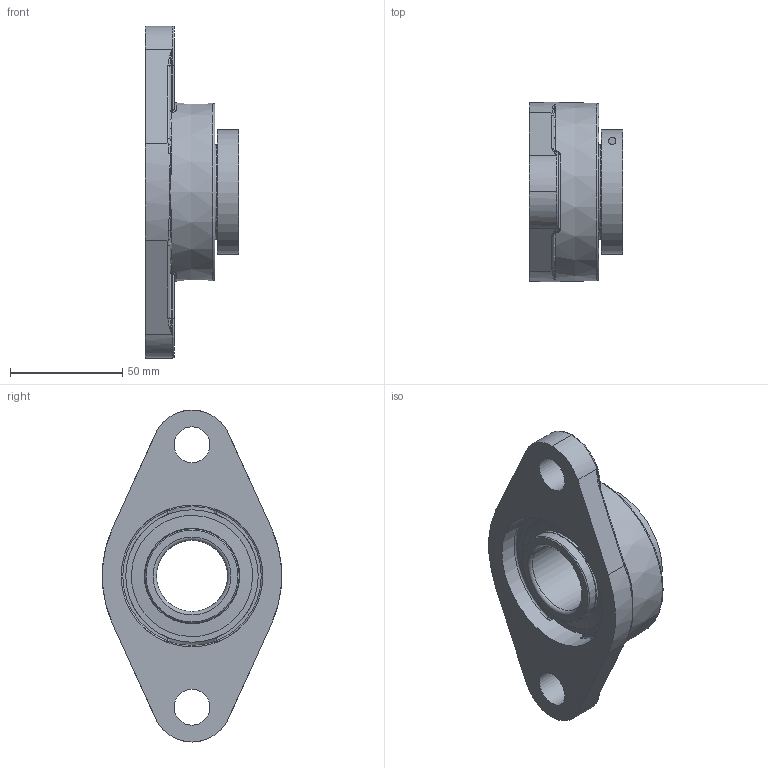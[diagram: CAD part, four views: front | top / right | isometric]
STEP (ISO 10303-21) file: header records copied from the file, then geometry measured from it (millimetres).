
FILE_DESCRIPTION(('HOOPS Exchange Step'),'2;1');
FILE_NAME('export-77DBC9D9-C54F-4A68-8E3F-27621562AEA2.stp','2020-05-27T14:18:50-07:00',('dkerr'),('Alibre'),'HOOPS Exchange 2020.0','Alibre','Unknown authorisation');
FILE_SCHEMA( ('AP242_MANAGED_MODEL_BASED_3D_ENGINEERING_MIM_LF {1 0 10303 442 1 1 4 }') );
Length unit declared in the file: inch
Products named in the file (8): MRN SFLM L4L 206; MRN SUE 206-20 L4L (1.25) (Race); MRN SUE 206 L4L (Ball); MRN SUE 206 L4L (Shield); MRN SUE 206 L4L (Lock Ring); MRN SUE 206 L4L (Bolt); MRN SUE 206-20 L4L (1.25); MRN SUESFLM 206-20 L4L (1.250inch)
Assembly tree (8 placements, depth 3):
  MRN SUESFLM 206-20 L4L (1.250inch)
    MRN SFLM L4L 206
    MRN SUE 206-20 L4L (1.25)
      MRN SUE 206-20 L4L (1.25) (Race)
      MRN SUE 206 L4L (Ball)
      MRN SUE 206 L4L (Shield)  x2
      MRN SUE 206 L4L (Lock Ring)
      MRN SUE 206 L4L (Bolt)
Bounding box: 41.7 x 80 x 148 mm (x, y, z)
Volume: 140497.4 mm3; surface area: 56933.7 mm2
Topology: 16 solids, 16 shells, 244 faces, 654 edges, 418 vertices
Faces by surface type: plane 73, cylinder 66, bspline 38, torus 33, cone 18, sphere 16
Full cylindrical faces by diameter (mm): 3.242 x2, 4 x1, 7 x1, 8.25 x1, 16 x2, 31.75 x1, 42 x4, 42.508 x2, 52 x2, 54 x2, 62.017 x1, 63.21 x1, 70.35 x1
Entity records: 14553 total; most frequent: CARTESIAN_POINT 8638, ORIENTED_EDGE 1210, DIRECTION 1183, EDGE_CURVE 605, AXIS2_PLACEMENT_3D 497, VERTEX_POINT 404, CIRCLE 270, EDGE_LOOP 259
